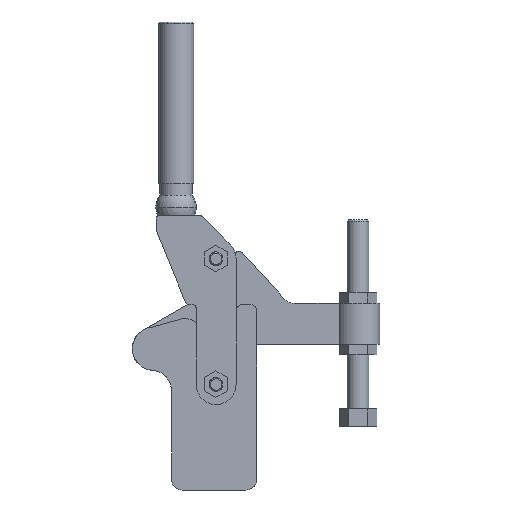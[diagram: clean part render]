
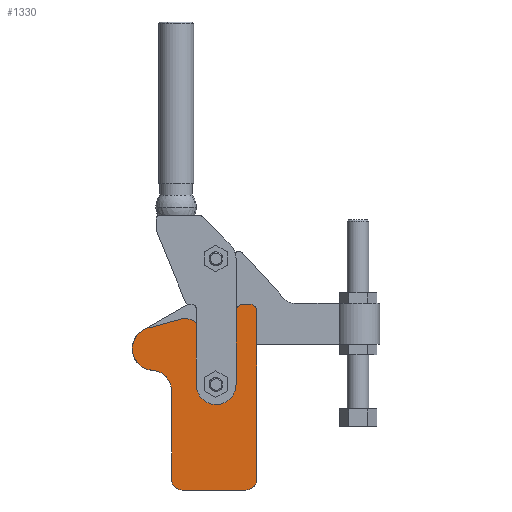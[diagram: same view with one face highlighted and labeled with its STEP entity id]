
A CAD part, front view. The second image highlights one B-rep face of the part: STEP entity #1330.
In plain terms, the highlighted planar face has unit normal (0, -1, 0).
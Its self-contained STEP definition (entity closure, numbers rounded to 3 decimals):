
#90=CARTESIAN_POINT('',(-13.536,8.0,136.036));
#91=VERTEX_POINT('',#90);
#107=CARTESIAN_POINT('',(-15.,8.0,132.5));
#108=VERTEX_POINT('',#107);
#115=CARTESIAN_POINT('',(-10.,8.0,132.5));
#116=DIRECTION('',(0.0,1.,0.0));
#117=DIRECTION('',(-0.707,0.0,0.707));
#118=AXIS2_PLACEMENT_3D('',#115,#116,#117);
#119=CIRCLE('',#118,5.);
#120=EDGE_CURVE('',#108,#91,#119,.T.);
#132=CARTESIAN_POINT('',(-25.333,8.0,114.927));
#133=VERTEX_POINT('',#132);
#149=CARTESIAN_POINT('',(-41.855,8.0,120.571));
#150=VERTEX_POINT('',#149);
#157=CARTESIAN_POINT('',(-29.75,8.0,129.));
#158=DIRECTION('',(0.0,-1.,0.0));
#159=DIRECTION('',(0.299,0.0,-0.954));
#160=AXIS2_PLACEMENT_3D('',#157,#158,#159);
#161=CIRCLE('',#160,14.75);
#162=EDGE_CURVE('',#150,#133,#161,.T.);
#174=CARTESIAN_POINT('',(-43.082,8.0,122.108));
#175=VERTEX_POINT('',#174);
#191=CARTESIAN_POINT('',(-54.164,8.0,127.));
#192=VERTEX_POINT('',#191);
#199=CARTESIAN_POINT('',(-54.164,8.0,112.));
#200=DIRECTION('',(0.0,1.,0.0));
#201=DIRECTION('',(0.739,0.0,0.674));
#202=AXIS2_PLACEMENT_3D('',#199,#200,#201);
#203=CIRCLE('',#202,15.);
#204=EDGE_CURVE('',#192,#175,#203,.T.);
#216=CARTESIAN_POINT('',(-91.994,8.0,104.069));
#217=VERTEX_POINT('',#216);
#233=CARTESIAN_POINT('',(-77.06,8.0,88.535));
#234=VERTEX_POINT('',#233);
#241=CARTESIAN_POINT('',(-76.,8.0,104.5));
#242=DIRECTION('',(0.0,1.,0.0));
#243=DIRECTION('',(-1.,0.0,-0.027));
#244=AXIS2_PLACEMENT_3D('',#241,#242,#243);
#245=CIRCLE('',#244,16.);
#246=EDGE_CURVE('',#234,#217,#245,.T.);
#258=CARTESIAN_POINT('',(-67.066,8.0,83.834));
#259=VERTEX_POINT('',#258);
#275=CARTESIAN_POINT('',(-63.,8.0,73.565));
#276=VERTEX_POINT('',#275);
#283=CARTESIAN_POINT('',(-78.,8.0,73.565));
#284=DIRECTION('',(0.0,-1.0,0.0));
#285=DIRECTION('',(0.729,0.0,0.685));
#286=AXIS2_PLACEMENT_3D('',#283,#284,#285);
#287=CIRCLE('',#286,15.);
#288=EDGE_CURVE('',#276,#259,#287,.T.);
#300=CARTESIAN_POINT('',(-60.657,8.0,2.343));
#301=VERTEX_POINT('',#300);
#317=CARTESIAN_POINT('',(-55.0,8.0,0.0));
#318=VERTEX_POINT('',#317);
#325=CARTESIAN_POINT('',(-55.0,8.0,8.0));
#326=DIRECTION('',(0.0,1.,0.0));
#327=DIRECTION('',(-0.707,0.0,-0.707));
#328=AXIS2_PLACEMENT_3D('',#325,#326,#327);
#329=CIRCLE('',#328,8.);
#330=EDGE_CURVE('',#318,#301,#329,.T.);
#342=CARTESIAN_POINT('',(-1.464,8.0,136.036));
#343=VERTEX_POINT('',#342);
#359=CARTESIAN_POINT('',(-5.0,8.0,137.5));
#360=VERTEX_POINT('',#359);
#367=CARTESIAN_POINT('',(-5.0,8.0,132.5));
#368=DIRECTION('',(0.0,1.,0.0));
#369=DIRECTION('',(0.707,0.0,0.707));
#370=AXIS2_PLACEMENT_3D('',#367,#368,#369);
#371=CIRCLE('',#370,5.);
#372=EDGE_CURVE('',#360,#343,#371,.T.);
#384=CARTESIAN_POINT('',(-2.343,8.0,2.343));
#385=VERTEX_POINT('',#384);
#401=CARTESIAN_POINT('',(0.0,8.0,8.0));
#402=VERTEX_POINT('',#401);
#409=CARTESIAN_POINT('',(-8.0,8.0,8.0));
#410=DIRECTION('',(0.0,1.,0.0));
#411=DIRECTION('',(0.707,0.0,-0.707));
#412=AXIS2_PLACEMENT_3D('',#409,#410,#411);
#413=CIRCLE('',#412,8.);
#414=EDGE_CURVE('',#402,#385,#413,.T.);
#426=CARTESIAN_POINT('',(-35.,8.0,78.0));
#427=VERTEX_POINT('',#426);
#443=CARTESIAN_POINT('',(-25.,8.0,78.0));
#444=VERTEX_POINT('',#443);
#451=CARTESIAN_POINT('',(-30.,8.0,78.0));
#452=DIRECTION('',(0.0,1.0,0.0));
#453=DIRECTION('',(0.0,0.0,-1.0));
#454=AXIS2_PLACEMENT_3D('',#451,#452,#453);
#455=CIRCLE('',#454,5.0);
#456=EDGE_CURVE('',#427,#444,#455,.T.);
#599=CARTESIAN_POINT('',(-30.,8.0,78.0));
#600=DIRECTION('',(0.0,1.0,0.0));
#601=DIRECTION('',(0.0,0.0,-1.0));
#602=AXIS2_PLACEMENT_3D('',#599,#600,#601);
#603=CIRCLE('',#602,5.0);
#604=EDGE_CURVE('',#444,#427,#603,.T.);
#1128=CARTESIAN_POINT('',(0.0,8.0,132.5));
#1129=VERTEX_POINT('',#1128);
#1130=CARTESIAN_POINT('',(0.0,8.0,132.5));
#1131=DIRECTION('',(0.0,0.0,-1.0));
#1132=VECTOR('',#1131,124.5);
#1133=LINE('',#1130,#1132);
#1134=EDGE_CURVE('',#1129,#402,#1133,.T.);
#1160=CARTESIAN_POINT('',(-8.0,8.0,0.0));
#1161=VERTEX_POINT('',#1160);
#1162=CARTESIAN_POINT('',(-8.0,8.0,8.0));
#1163=DIRECTION('',(0.0,1.,0.0));
#1164=DIRECTION('',(0.707,0.0,-0.707));
#1165=AXIS2_PLACEMENT_3D('',#1162,#1163,#1164);
#1166=CIRCLE('',#1165,8.);
#1167=EDGE_CURVE('',#385,#1161,#1166,.T.);
#1193=CARTESIAN_POINT('',(-5.0,8.0,132.5));
#1194=DIRECTION('',(0.0,1.,0.0));
#1195=DIRECTION('',(0.707,0.0,0.707));
#1196=AXIS2_PLACEMENT_3D('',#1193,#1194,#1195);
#1197=CIRCLE('',#1196,5.);
#1198=EDGE_CURVE('',#343,#1129,#1197,.T.);
#1216=CARTESIAN_POINT('',(-8.0,8.0,0.0));
#1217=DIRECTION('',(-1.0,0.0,0.0));
#1218=VECTOR('',#1217,47.0);
#1219=LINE('',#1216,#1218);
#1220=EDGE_CURVE('',#1161,#318,#1219,.T.);
#1233=CARTESIAN_POINT('',(1.0,8.0,132.5));
#1234=DIRECTION('',(0.0,-1.0,0.0));
#1235=DIRECTION('',(1.0,0.0,0.0));
#1236=AXIS2_PLACEMENT_3D('',#1233,#1234,#1235);
#1237=PLANE('',#1236);
#1238=CARTESIAN_POINT('',(-10.,8.0,137.5));
#1239=VERTEX_POINT('',#1238);
#1240=CARTESIAN_POINT('',(-10.,8.0,137.5));
#1241=DIRECTION('',(1.0,0.0,0.0));
#1242=VECTOR('',#1241,5.);
#1243=LINE('',#1240,#1242);
#1244=EDGE_CURVE('',#1239,#360,#1243,.T.);
#1245=ORIENTED_EDGE('',*,*,#1244,.F.);
#1246=CARTESIAN_POINT('',(-10.,8.0,132.5));
#1247=DIRECTION('',(0.0,1.,0.0));
#1248=DIRECTION('',(-0.707,0.0,0.707));
#1249=AXIS2_PLACEMENT_3D('',#1246,#1247,#1248);
#1250=CIRCLE('',#1249,5.);
#1251=EDGE_CURVE('',#91,#1239,#1250,.T.);
#1252=ORIENTED_EDGE('',*,*,#1251,.F.);
#1253=ORIENTED_EDGE('',*,*,#120,.F.);
#1254=CARTESIAN_POINT('',(-15.,8.0,129.));
#1255=VERTEX_POINT('',#1254);
#1256=CARTESIAN_POINT('',(-15.,8.0,129.));
#1257=DIRECTION('',(0.0,0.0,1.0));
#1258=VECTOR('',#1257,3.5);
#1259=LINE('',#1256,#1258);
#1260=EDGE_CURVE('',#1255,#108,#1259,.T.);
#1261=ORIENTED_EDGE('',*,*,#1260,.F.);
#1262=CARTESIAN_POINT('',(-29.75,8.0,129.));
#1263=DIRECTION('',(0.0,-1.,0.0));
#1264=DIRECTION('',(0.299,0.0,-0.954));
#1265=AXIS2_PLACEMENT_3D('',#1262,#1263,#1264);
#1266=CIRCLE('',#1265,14.75);
#1267=EDGE_CURVE('',#133,#1255,#1266,.T.);
#1268=ORIENTED_EDGE('',*,*,#1267,.F.);
#1269=ORIENTED_EDGE('',*,*,#162,.F.);
#1270=CARTESIAN_POINT('',(-54.164,8.0,112.));
#1271=DIRECTION('',(0.0,1.,0.0));
#1272=DIRECTION('',(0.739,0.0,0.674));
#1273=AXIS2_PLACEMENT_3D('',#1270,#1271,#1272);
#1274=CIRCLE('',#1273,15.);
#1275=EDGE_CURVE('',#175,#150,#1274,.T.);
#1276=ORIENTED_EDGE('',*,*,#1275,.F.);
#1277=ORIENTED_EDGE('',*,*,#204,.F.);
#1278=CARTESIAN_POINT('',(-77.918,8.0,120.385));
#1279=VERTEX_POINT('',#1278);
#1280=CARTESIAN_POINT('',(-77.918,8.0,120.385));
#1281=DIRECTION('',(0.963,0.0,0.268));
#1282=VECTOR('',#1281,24.658);
#1283=LINE('',#1280,#1282);
#1284=EDGE_CURVE('',#1279,#192,#1283,.T.);
#1285=ORIENTED_EDGE('',*,*,#1284,.F.);
#1286=CARTESIAN_POINT('',(-76.,8.0,104.5));
#1287=DIRECTION('',(0.0,1.,0.0));
#1288=DIRECTION('',(-1.,0.0,-0.027));
#1289=AXIS2_PLACEMENT_3D('',#1286,#1287,#1288);
#1290=CIRCLE('',#1289,16.);
#1291=EDGE_CURVE('',#217,#1279,#1290,.T.);
#1292=ORIENTED_EDGE('',*,*,#1291,.F.);
#1293=ORIENTED_EDGE('',*,*,#246,.F.);
#1294=CARTESIAN_POINT('',(-78.,8.0,73.565));
#1295=DIRECTION('',(0.0,-1.0,0.0));
#1296=DIRECTION('',(0.729,0.0,0.685));
#1297=AXIS2_PLACEMENT_3D('',#1294,#1295,#1296);
#1298=CIRCLE('',#1297,15.);
#1299=EDGE_CURVE('',#259,#234,#1298,.T.);
#1300=ORIENTED_EDGE('',*,*,#1299,.F.);
#1301=ORIENTED_EDGE('',*,*,#288,.F.);
#1302=CARTESIAN_POINT('',(-63.,8.0,8.0));
#1303=VERTEX_POINT('',#1302);
#1304=CARTESIAN_POINT('',(-63.,8.0,8.0));
#1305=DIRECTION('',(0.0,0.0,1.0));
#1306=VECTOR('',#1305,65.565);
#1307=LINE('',#1304,#1306);
#1308=EDGE_CURVE('',#1303,#276,#1307,.T.);
#1309=ORIENTED_EDGE('',*,*,#1308,.F.);
#1310=CARTESIAN_POINT('',(-55.0,8.0,8.0));
#1311=DIRECTION('',(0.0,1.,0.0));
#1312=DIRECTION('',(-0.707,0.0,-0.707));
#1313=AXIS2_PLACEMENT_3D('',#1310,#1311,#1312);
#1314=CIRCLE('',#1313,8.);
#1315=EDGE_CURVE('',#301,#1303,#1314,.T.);
#1316=ORIENTED_EDGE('',*,*,#1315,.F.);
#1317=ORIENTED_EDGE('',*,*,#330,.F.);
#1318=ORIENTED_EDGE('',*,*,#1220,.F.);
#1319=ORIENTED_EDGE('',*,*,#1167,.F.);
#1320=ORIENTED_EDGE('',*,*,#414,.F.);
#1321=ORIENTED_EDGE('',*,*,#1134,.F.);
#1322=ORIENTED_EDGE('',*,*,#1198,.F.);
#1323=ORIENTED_EDGE('',*,*,#372,.F.);
#1324=EDGE_LOOP('',(#1245,#1252,#1253,#1261,#1268,#1269,#1276,#1277,#1285,#1292,#1293,#1300,#1301,#1309,#1316,#1317,#1318,#1319,#1320,#1321,#1322,#1323));
#1325=FACE_OUTER_BOUND('',#1324,.T.);
#1326=ORIENTED_EDGE('',*,*,#456,.T.);
#1327=ORIENTED_EDGE('',*,*,#604,.T.);
#1328=EDGE_LOOP('',(#1326,#1327));
#1329=FACE_BOUND('',#1328,.T.);
#1330=ADVANCED_FACE('',(#1325,#1329),#1237,.T.);
